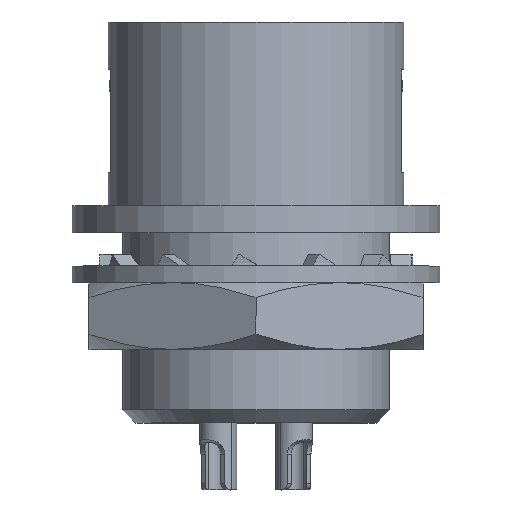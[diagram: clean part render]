
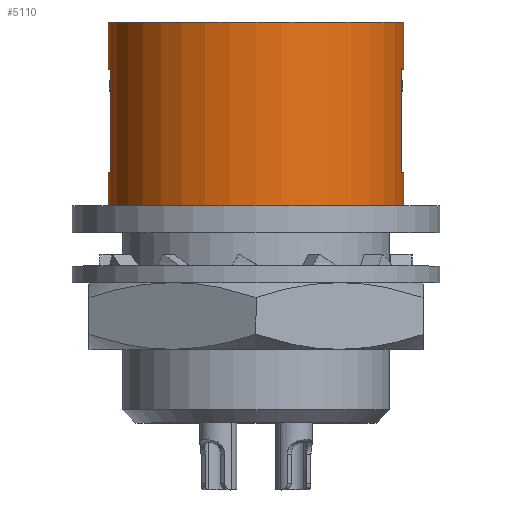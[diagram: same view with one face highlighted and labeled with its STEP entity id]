
A CAD part, top view. The second image highlights one B-rep face of the part: STEP entity #5110.
In plain terms, the highlighted cylindrical face has radius 4.425 mm (diameter 8.85 mm), a partial arc.
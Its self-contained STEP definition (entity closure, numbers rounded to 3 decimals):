
#4140=CARTESIAN_POINT('',(0.,14.,0.));
#4150=DIRECTION('',(0.,1.,0.));
#4160=DIRECTION('',(1.,0.,0.));
#4170=AXIS2_PLACEMENT_3D('',#4140,#4150,#4160);
#4180=CIRCLE('',#4170,4.425);
#4190=CARTESIAN_POINT('',(4.425,14.,0.));
#4200=VERTEX_POINT('',#4190);
#4210=CARTESIAN_POINT('',(-4.425,14.,0.));
#4220=VERTEX_POINT('',#4210);
#4250=EDGE_CURVE('',#4220,#4200,#4180,.T.);
#4300=CARTESIAN_POINT('',(0.,11.25,0.));
#4310=DIRECTION('',(0.,1.,0.));
#4320=DIRECTION('',(1.,0.,0.));
#4330=AXIS2_PLACEMENT_3D('',#4300,#4310,#4320);
#4340=CYLINDRICAL_SURFACE('',#4330,4.425);
#4350=CARTESIAN_POINT('',(4.425,11.25,0.));
#4360=DIRECTION('',(0.,1.,0.));
#4370=VECTOR('',#4360,1.);
#4380=LINE('',#4350,#4370);
#4390=CARTESIAN_POINT('',(4.425,12.6,0.));
#4400=VERTEX_POINT('',#4390);
#4410=EDGE_CURVE('',#4400,#4200,#4380,.T.);
#4420=ORIENTED_EDGE('',*,*,#4410,.T.);
#4430=CARTESIAN_POINT('',(0.,12.6,0.));
#4440=DIRECTION('',(0.,1.,0.));
#4450=DIRECTION('',(1.,0.,0.));
#4460=AXIS2_PLACEMENT_3D('',#4430,#4440,#4450);
#4470=CIRCLE('',#4460,4.425);
#4480=CARTESIAN_POINT('',(4.361,12.6,0.75));
#4490=VERTEX_POINT('',#4480);
#4500=EDGE_CURVE('',#4490,#4400,#4470,.T.);
#4510=ORIENTED_EDGE('',*,*,#4500,.T.);
#4520=CARTESIAN_POINT('',(4.361,11.25,0.75));
#4530=DIRECTION('',(0.,1.,0.));
#4540=VECTOR('',#4530,1.);
#4550=LINE('',#4520,#4540);
#4560=CARTESIAN_POINT('',(4.361,9.5,0.75));
#4570=VERTEX_POINT('',#4560);
#4580=EDGE_CURVE('',#4570,#4490,#4550,.T.);
#4590=ORIENTED_EDGE('',*,*,#4580,.T.);
#4600=CARTESIAN_POINT('',(0.,9.5,0.));
#4610=DIRECTION('',(0.,1.,0.));
#4620=DIRECTION('',(1.,0.,0.));
#4630=AXIS2_PLACEMENT_3D('',#4600,#4610,#4620);
#4640=CIRCLE('',#4630,4.425);
#4650=CARTESIAN_POINT('',(4.425,9.5,0.));
#4660=VERTEX_POINT('',#4650);
#4670=EDGE_CURVE('',#4570,#4660,#4640,.T.);
#4680=ORIENTED_EDGE('',*,*,#4670,.F.);
#4690=CARTESIAN_POINT('',(4.425,8.5,0.));
#4700=VERTEX_POINT('',#4690);
#4710=EDGE_CURVE('',#4700,#4660,#4380,.T.);
#4720=ORIENTED_EDGE('',*,*,#4710,.T.);
#4730=CARTESIAN_POINT('',(0.,8.5,0.));
#4740=DIRECTION('',(0.,1.,0.));
#4750=DIRECTION('',(-1.,0.,0.));
#4760=AXIS2_PLACEMENT_3D('',#4730,#4740,#4750);
#4770=CIRCLE('',#4760,4.425);
#4780=CARTESIAN_POINT('',(-4.425,8.5,0.));
#4790=VERTEX_POINT('',#4780);
#4800=EDGE_CURVE('',#4790,#4700,#4770,.T.);
#4810=ORIENTED_EDGE('',*,*,#4800,.T.);
#4820=CARTESIAN_POINT('',(-4.425,11.25,0.));
#4830=DIRECTION('',(0.,1.,0.));
#4840=VECTOR('',#4830,1.);
#4850=LINE('',#4820,#4840);
#4860=CARTESIAN_POINT('',(-4.425,9.5,0.));
#4870=VERTEX_POINT('',#4860);
#4880=EDGE_CURVE('',#4790,#4870,#4850,.T.);
#4890=ORIENTED_EDGE('',*,*,#4880,.F.);
#4900=CARTESIAN_POINT('',(-4.361,9.5,0.75));
#4910=VERTEX_POINT('',#4900);
#4920=EDGE_CURVE('',#4870,#4910,#4640,.T.);
#4930=ORIENTED_EDGE('',*,*,#4920,.F.);
#4940=CARTESIAN_POINT('',(-4.361,11.25,0.75));
#4950=DIRECTION('',(0.,1.,0.));
#4960=VECTOR('',#4950,1.);
#4970=LINE('',#4940,#4960);
#4980=CARTESIAN_POINT('',(-4.361,12.6,0.75));
#4990=VERTEX_POINT('',#4980);
#5000=EDGE_CURVE('',#4910,#4990,#4970,.T.);
#5010=ORIENTED_EDGE('',*,*,#5000,.F.);
#5020=CARTESIAN_POINT('',(-4.425,12.6,0.));
#5030=VERTEX_POINT('',#5020);
#5040=EDGE_CURVE('',#5030,#4990,#4470,.T.);
#5050=ORIENTED_EDGE('',*,*,#5040,.T.);
#5060=EDGE_CURVE('',#5030,#4220,#4850,.T.);
#5070=ORIENTED_EDGE('',*,*,#5060,.F.);
#5080=ORIENTED_EDGE('',*,*,#4250,.F.);
#5090=EDGE_LOOP('',(#5080,#5070,#5050,#5010,#4930,#4890,#4810,#4720,
#4680,#4590,#4510,#4420));
#5100=FACE_OUTER_BOUND('',#5090,.T.);
#5110=ADVANCED_FACE('',(#5100),#4340,.T.);
